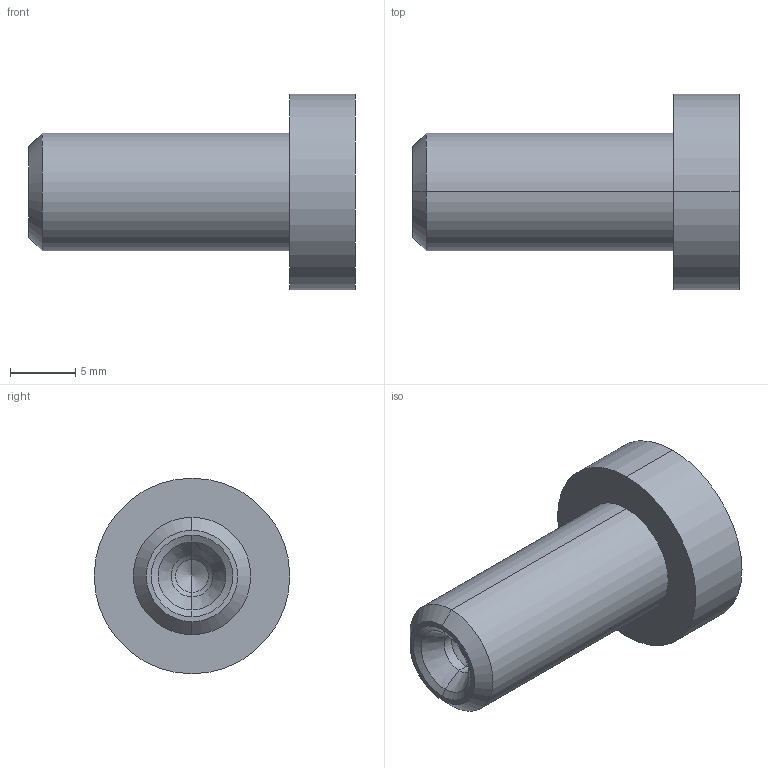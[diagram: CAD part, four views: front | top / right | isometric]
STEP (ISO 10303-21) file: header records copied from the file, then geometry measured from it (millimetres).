
FILE_DESCRIPTION (( 'STEP AP203' ), '1' );
FILE_NAME ('RA63516330_Default_sldprt.STEP', '2023-04-20T12:25:03', ( '' ), ( '' ), 'SwSTEP 2.0', 'SolidWorks 2021', '' );
FILE_SCHEMA (( 'CONFIG_CONTROL_DESIGN' ));
Length unit declared in the file: millimetre
Products named in the file (1): RA63516330_Default_sldprt
Bounding box: 25 x 15 x 15 mm (x, y, z)
Volume: 2049.8 mm3; surface area: 1245.6 mm2
Topology: 1 solids, 1 shells, 21 faces, 42 edges, 23 vertices
Faces by surface type: cone 10, cylinder 8, plane 3
Entity records: 605 total; most frequent: DIRECTION 106, CARTESIAN_POINT 85, ORIENTED_EDGE 80, AXIS2_PLACEMENT_3D 44, EDGE_CURVE 40, EDGE_LOOP 23, VERTEX_POINT 23, CIRCLE 22
